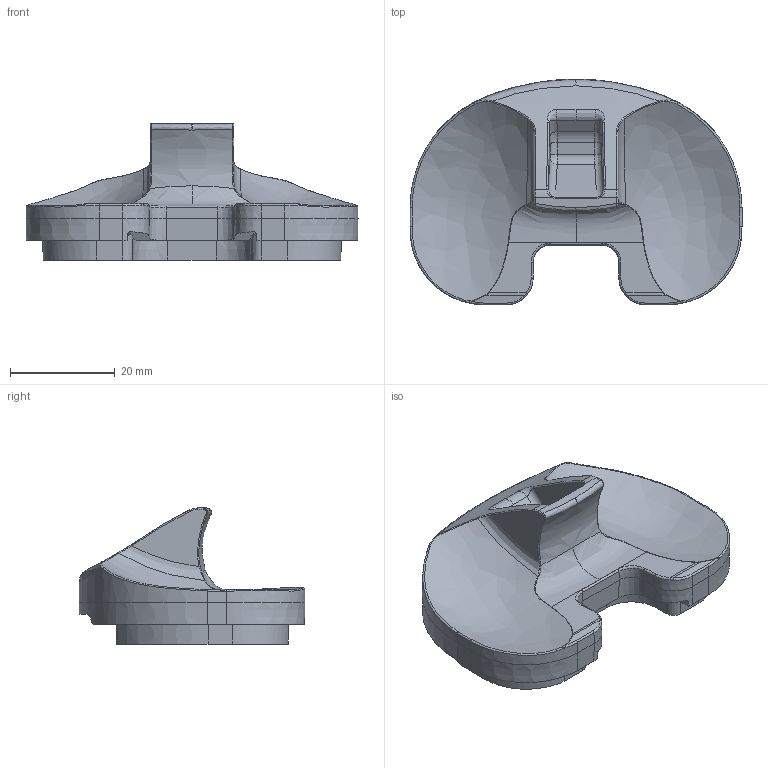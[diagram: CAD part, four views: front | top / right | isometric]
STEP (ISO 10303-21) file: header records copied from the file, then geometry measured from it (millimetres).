
FILE_DESCRIPTION((''),'2;1');
FILE_NAME('STB-2','2011-05-31T',('Administrator'),(''),'PRO/ENGINEER BY PARAMETRIC TECHNOLOGY CORPORATION, 2001280','PRO/ENGINEER BY PARAMETRIC TECHNOLOGY CORPORATION, 2001280','');
FILE_SCHEMA(('CONFIG_CONTROL_DESIGN'));
Length unit declared in the file: millimetre
Products named in the file (1): STB-2
Bounding box: 63.36 x 43.1 x 26.02 mm (x, y, z)
Volume: 14361.9 mm3; surface area: 7980.9 mm2
Topology: 1 solids, 1 shells, 200 faces, 506 edges, 308 vertices
Faces by surface type: bspline 99, plane 51, cylinder 31, cone 14, torus 4, extrusion 1
Entity records: 12860 total; most frequent: CARTESIAN_POINT 8828, ORIENTED_EDGE 1012, DIRECTION 564, EDGE_CURVE 506, VERTEX_POINT 308, B_SPLINE_CURVE_WITH_KNOTS 246, AXIS2_PLACEMENT_3D 202, EDGE_LOOP 200
